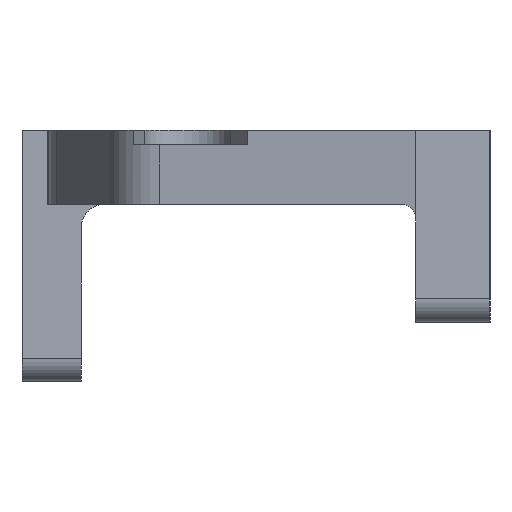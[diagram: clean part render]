
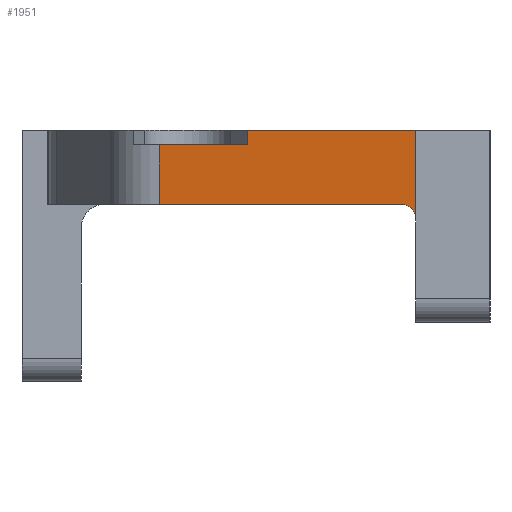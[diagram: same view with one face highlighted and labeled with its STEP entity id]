
A CAD part, left-side view. The second image highlights one B-rep face of the part: STEP entity #1951.
In plain terms, the highlighted planar face has unit normal (-0.994, 0.112, 0).
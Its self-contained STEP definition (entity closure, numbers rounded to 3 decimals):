
#532=PLANE('',#2111);
#592=FACE_OUTER_BOUND('',#685,.T.);
#685=EDGE_LOOP('',(#1611,#1612,#1613,#1614,#1615,#1616,#1617));
#754=LINE('',#2977,#899);
#784=LINE('',#3077,#929);
#816=LINE('',#3181,#961);
#820=LINE('',#3192,#965);
#821=LINE('',#3197,#966);
#822=LINE('',#3198,#967);
#899=VECTOR('',#2316,10.);
#929=VECTOR('',#2408,2.);
#961=VECTOR('',#2518,10.);
#965=VECTOR('',#2532,10.);
#966=VECTOR('',#2537,10.);
#967=VECTOR('',#2538,10.);
#1035=ELLIPSE('',#2071,0.503,0.5);
#1060=VERTEX_POINT('',#2974);
#1061=VERTEX_POINT('',#2976);
#1100=VERTEX_POINT('',#3076);
#1106=VERTEX_POINT('',#3092);
#1131=VERTEX_POINT('',#3175);
#1133=VERTEX_POINT('',#3179);
#1137=VERTEX_POINT('',#3196);
#1212=EDGE_CURVE('',#1060,#1061,#754,.T.);
#1262=EDGE_CURVE('',#1061,#1100,#784,.T.);
#1271=EDGE_CURVE('',#1106,#1060,#1035,.T.);
#1313=EDGE_CURVE('',#1131,#1133,#816,.T.);
#1319=EDGE_CURVE('',#1133,#1100,#820,.T.);
#1321=EDGE_CURVE('',#1137,#1106,#821,.T.);
#1322=EDGE_CURVE('',#1131,#1137,#822,.T.);
#1611=ORIENTED_EDGE('',*,*,#1262,.F.);
#1612=ORIENTED_EDGE('',*,*,#1212,.F.);
#1613=ORIENTED_EDGE('',*,*,#1271,.F.);
#1614=ORIENTED_EDGE('',*,*,#1321,.F.);
#1615=ORIENTED_EDGE('',*,*,#1322,.F.);
#1616=ORIENTED_EDGE('',*,*,#1313,.T.);
#1617=ORIENTED_EDGE('',*,*,#1319,.T.);
#1951=ADVANCED_FACE('',(#592),#532,.T.);
#2071=AXIS2_PLACEMENT_3D('',#3094,#2424,#2425);
#2111=AXIS2_PLACEMENT_3D('',#3195,#2535,#2536);
#2316=DIRECTION('',(0.112,0.994,0.));
#2408=DIRECTION('',(0.,0.,1.));
#2424=DIRECTION('center_axis',(-0.994,0.112,0.));
#2425=DIRECTION('ref_axis',(-0.112,-0.994,0.));
#2518=DIRECTION('',(0.,0.,-1.));
#2532=DIRECTION('',(0.112,0.994,0.));
#2535=DIRECTION('center_axis',(-0.994,0.112,0.));
#2536=DIRECTION('ref_axis',(0.112,0.994,0.));
#2537=DIRECTION('',(0.,0.,-1.));
#2538=DIRECTION('',(-0.112,-0.994,0.));
#2974=CARTESIAN_POINT('',(-23.944,-5.7,-2.5));
#2976=CARTESIAN_POINT('',(-23.027,2.461,-2.5));
#2977=CARTESIAN_POINT('',(-22.922,3.394,-2.5));
#3076=CARTESIAN_POINT('',(-23.027,2.461,-0.5));
#3077=CARTESIAN_POINT('',(-23.027,2.461,0.));
#3092=CARTESIAN_POINT('',(-24.,-6.2,-3.));
#3094=CARTESIAN_POINT('Origin',(-23.944,-5.7,-3.));
#3175=CARTESIAN_POINT('',(-23.362,-0.518,0.));
#3179=CARTESIAN_POINT('',(-23.362,-0.518,-0.5));
#3181=CARTESIAN_POINT('',(-23.362,-0.518,0.));
#3192=CARTESIAN_POINT('',(-23.562,-2.302,-0.5));
#3195=CARTESIAN_POINT('Origin',(-24.,-6.2,0.));
#3196=CARTESIAN_POINT('',(-24.,-6.2,0.));
#3197=CARTESIAN_POINT('',(-24.,-6.2,0.));
#3198=CARTESIAN_POINT('',(-22.893,3.655,0.));
